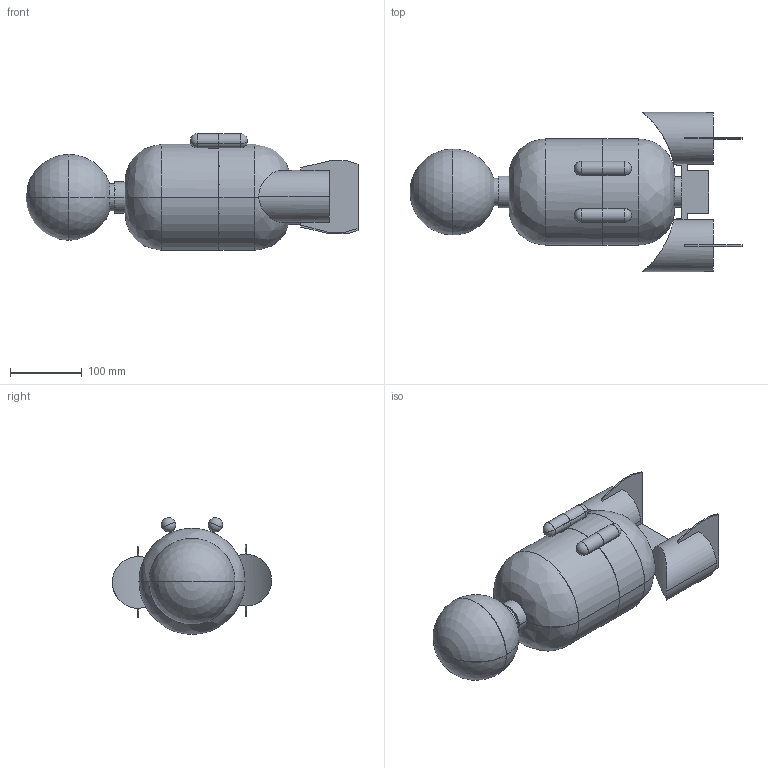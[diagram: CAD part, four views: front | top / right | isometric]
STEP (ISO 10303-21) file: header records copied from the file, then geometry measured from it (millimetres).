
FILE_DESCRIPTION((''),'1');
FILE_NAME('SPACE_SHIP_ASM','2000-02-07T08:57:49',('csmetana'),(''),'PRO/ENGINEER BY PARAMETRIC TECHNOLOGY CORPORATION, 2000010','PRO/ENGINEER BY PARAMETRIC TECHNOLOGY CORPORATION, 2000010','');
FILE_SCHEMA(('CCD_CLA_GVP_AST'));
Length unit declared in the file: centimetre
Products named in the file (13): MAIN_BODY_FRONT; MAIN_BODY_BACK; MAINBODY_ASM; FOOT_FRONT; FOOT_BACK; FOOT_ASM; TAIL_MIDDLE; TAIL_TURBINE; TAIL_ASM; HEAD_FRONT; HEAD_BACK; HEAD_ASM; SPACE_SHIP_ASM
Assembly tree (14 placements, depth 3):
  SPACE_SHIP_ASM
    MAINBODY_ASM
      MAIN_BODY_FRONT
      MAIN_BODY_BACK
    FOOT_ASM  x2
      FOOT_FRONT
      FOOT_BACK
    TAIL_ASM
      TAIL_MIDDLE
      TAIL_TURBINE  x2
    HEAD_ASM
      HEAD_FRONT
      HEAD_BACK
Bounding box: 463.36 x 222 x 162.94 mm (x, y, z)
Volume: 811012.9 mm3; surface area: 478409.4 mm2
Topology: 11 solids, 11 shells, 188 faces, 436 edges, 268 vertices
Faces by surface type: plane 94, cylinder 60, sphere 26, bspline 8
Entity records: 5963 total; most frequent: CARTESIAN_POINT 1019, DIRECTION 812, ORIENTED_EDGE 630, AXIS2_PLACEMENT_3D 327, PRESENTATION_STYLE_ASSIGNMENT 326, STYLED_ITEM 323, CURVE_STYLE 315, EDGE_CURVE 315
